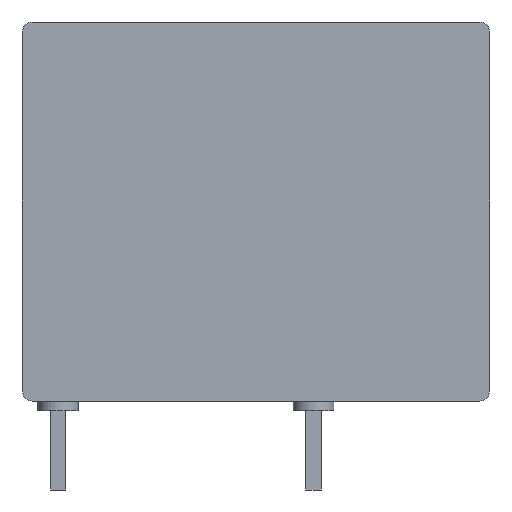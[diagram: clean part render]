
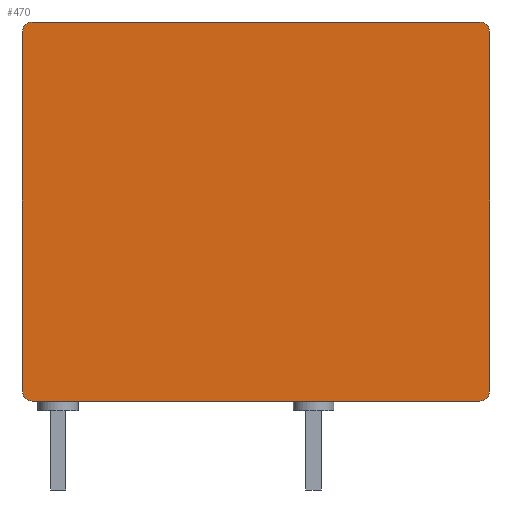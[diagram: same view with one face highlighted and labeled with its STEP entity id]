
A CAD part, left-side view. The second image highlights one B-rep face of the part: STEP entity #470.
In plain terms, the highlighted planar face has unit normal (-1, 0, 0).
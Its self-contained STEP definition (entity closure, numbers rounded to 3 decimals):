
#190 = VERTEX_POINT('',#191);
#191 = CARTESIAN_POINT('',(-6.55,1.35,0.));
#197 = EDGE_CURVE('',#190,#198,#200,.T.);
#198 = VERTEX_POINT('',#199);
#199 = CARTESIAN_POINT('',(-6.55,-21.8,0.));
#200 = LINE('',#201,#202);
#201 = CARTESIAN_POINT('',(-6.55,1.85,0.));
#202 = VECTOR('',#203,1.);
#203 = DIRECTION('',(0.,-1.,0.));
#219 = EDGE_CURVE('',#198,#220,#222,.T.);
#220 = VERTEX_POINT('',#221);
#221 = CARTESIAN_POINT('',(-6.55,-22.3,0.5));
#222 = CIRCLE('',#223,0.5);
#223 = AXIS2_PLACEMENT_3D('',#224,#225,#226);
#224 = CARTESIAN_POINT('',(-6.55,-21.8,0.5));
#225 = DIRECTION('',(-1.,0.,-0.));
#226 = DIRECTION('',(-0.,0.,1.));
#246 = EDGE_CURVE('',#247,#190,#249,.T.);
#247 = VERTEX_POINT('',#248);
#248 = CARTESIAN_POINT('',(-6.55,1.85,0.5));
#249 = CIRCLE('',#250,0.5);
#250 = AXIS2_PLACEMENT_3D('',#251,#252,#253);
#251 = CARTESIAN_POINT('',(-6.55,1.35,0.5));
#252 = DIRECTION('',(-1.,0.,0.));
#253 = DIRECTION('',(0.,0.,-1.));
#269 = EDGE_CURVE('',#220,#270,#272,.T.);
#270 = VERTEX_POINT('',#271);
#271 = CARTESIAN_POINT('',(-6.55,-22.3,19.1));
#272 = LINE('',#273,#274);
#273 = CARTESIAN_POINT('',(-6.55,-22.3,0.));
#274 = VECTOR('',#275,1.);
#275 = DIRECTION('',(0.,0.,1.));
#385 = VERTEX_POINT('',#386);
#386 = CARTESIAN_POINT('',(-6.55,1.85,19.1));
#392 = EDGE_CURVE('',#247,#385,#393,.T.);
#393 = LINE('',#394,#395);
#394 = CARTESIAN_POINT('',(-6.55,1.85,0.));
#395 = VECTOR('',#396,1.);
#396 = DIRECTION('',(0.,0.,1.));
#407 = EDGE_CURVE('',#408,#270,#410,.T.);
#408 = VERTEX_POINT('',#409);
#409 = CARTESIAN_POINT('',(-6.55,-21.8,19.6));
#410 = CIRCLE('',#411,0.5);
#411 = AXIS2_PLACEMENT_3D('',#412,#413,#414);
#412 = CARTESIAN_POINT('',(-6.55,-21.8,19.1));
#413 = DIRECTION('',(1.,0.,0.));
#414 = DIRECTION('',(-0.,0.,1.));
#434 = VERTEX_POINT('',#435);
#435 = CARTESIAN_POINT('',(-6.55,1.35,19.6));
#441 = EDGE_CURVE('',#385,#434,#442,.T.);
#442 = CIRCLE('',#443,0.5);
#443 = AXIS2_PLACEMENT_3D('',#444,#445,#446);
#444 = CARTESIAN_POINT('',(-6.55,1.35,19.1));
#445 = DIRECTION('',(1.,-0.,0.));
#446 = DIRECTION('',(0.,0.,-1.));
#459 = EDGE_CURVE('',#434,#408,#460,.T.);
#460 = LINE('',#461,#462);
#461 = CARTESIAN_POINT('',(-6.55,1.85,19.6));
#462 = VECTOR('',#463,1.);
#463 = DIRECTION('',(0.,-1.,0.));
#470 = ADVANCED_FACE('',(#471),#481,.F.);
#471 = FACE_BOUND('',#472,.F.);
#472 = EDGE_LOOP('',(#473,#474,#475,#476,#477,#478,#479,#480));
#473 = ORIENTED_EDGE('',*,*,#197,.F.);
#474 = ORIENTED_EDGE('',*,*,#246,.F.);
#475 = ORIENTED_EDGE('',*,*,#392,.T.);
#476 = ORIENTED_EDGE('',*,*,#441,.T.);
#477 = ORIENTED_EDGE('',*,*,#459,.T.);
#478 = ORIENTED_EDGE('',*,*,#407,.T.);
#479 = ORIENTED_EDGE('',*,*,#269,.F.);
#480 = ORIENTED_EDGE('',*,*,#219,.F.);
#481 = PLANE('',#482);
#482 = AXIS2_PLACEMENT_3D('',#483,#484,#485);
#483 = CARTESIAN_POINT('',(-6.55,1.85,0.));
#484 = DIRECTION('',(1.,0.,-0.));
#485 = DIRECTION('',(0.,-1.,0.));
